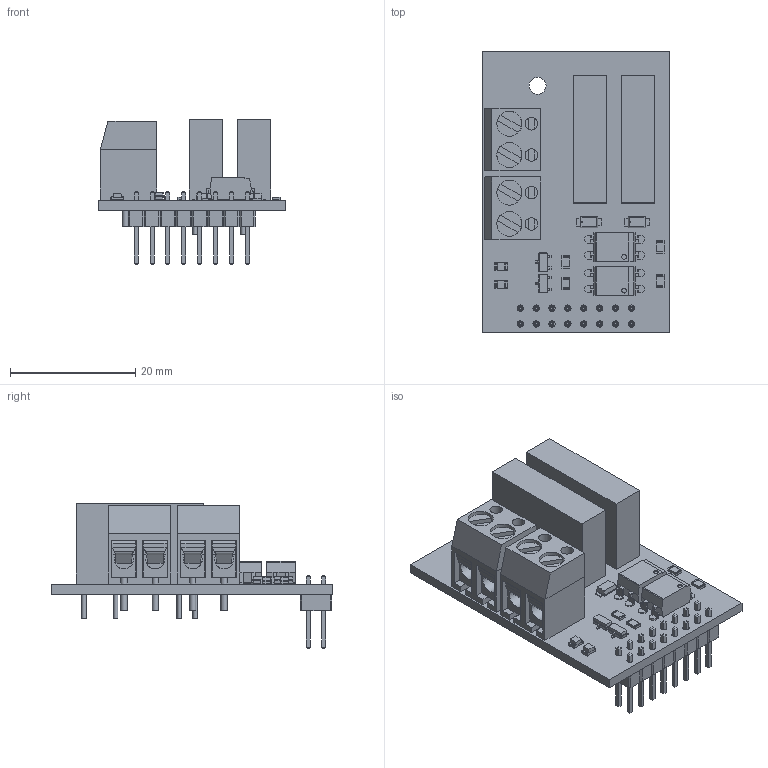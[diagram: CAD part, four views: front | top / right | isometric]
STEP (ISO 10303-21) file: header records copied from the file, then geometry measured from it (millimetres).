
FILE_DESCRIPTION(('KiCad electronic assembly'),'2;1');
FILE_NAME('control.step','2023-12-31T21:42:07',('Pcbnew'),('Kicad'), 'Open CASCADE STEP processor 7.6','KiCad to STEP converter','Unknown' );
FILE_SCHEMA(('AUTOMOTIVE_DESIGN { 1 0 10303 214 1 1 1 1 }'));
Length unit declared in the file: millimetre
Products named in the file (18): control 1; R_0805_2012Metric; SOLID; SIP4_AZ921_AMZ; COMPOUND; SOT-23; LED_0805_2012Metric; DIODE_DFLU1200_1P93X3_DIO; DG300-5.0-2P; DIP4_Gullwing; PinHeader_2x08_P2.54mm_Vertical; ACControl PCB
Assembly tree (26 placements, depth 3):
  control 1
    R_0805_2012Metric  x4
      SOLID
    SIP4_AZ921_AMZ  x2
      COMPOUND
    SOT-23  x2
      SOLID
    LED_0805_2012Metric  x2
      SOLID
    DIODE_DFLU1200_1P93X3_DIO  x2
      COMPOUND
    DG300-5.0-2P  x2
      SOLID
    DIP4_Gullwing  x2
      SOLID
    PinHeader_2x08_P2.54mm_Vertical
      SOLID
    ACControl PCB
Bounding box: 30 x 45 x 23.04 mm (x, y, z)
Volume: 7045 mm3; surface area: 9402.8 mm2
Topology: 32 solids, 32 shells, 1175 faces, 2877 edges, 1806 vertices
Faces by surface type: plane 964, cylinder 157, bspline 54
Full cylindrical faces by diameter (mm): 0.14 x2, 0.737 x8, 0.991 x8, 1 x20, 1.35 x4, 2 x12, 2.7 x1, 3 x4, 4 x8
Entity records: 51613 total; most frequent: CARTESIAN_POINT 9879, DIRECTION 6879, LINE 4893, VECTOR 4893, ORIENTED_EDGE 3630, PCURVE 3630, DEFINITIONAL_REPRESENTATION 3630, EDGE_CURVE 1815
